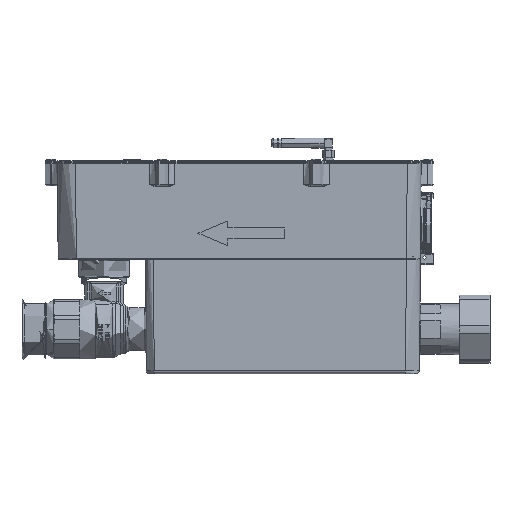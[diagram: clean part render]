
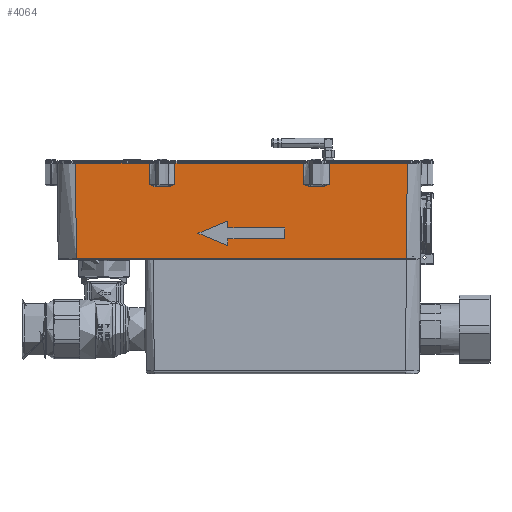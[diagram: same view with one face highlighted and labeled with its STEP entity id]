
A CAD part, front view. The second image highlights one B-rep face of the part: STEP entity #4064.
In plain terms, the highlighted planar face has unit normal (0, -1, -0.009).
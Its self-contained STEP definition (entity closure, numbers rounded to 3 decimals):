
#1554=B_SPLINE_CURVE_WITH_KNOTS('',3,(#48569,#48570,#48571,#48572,#48573,
#48574),.UNSPECIFIED.,.F.,.F.,(4,2,4),(0.,0.5,1.),.UNSPECIFIED.);
#1557=B_SPLINE_CURVE_WITH_KNOTS('',3,(#48636,#48637,#48638,#48639,#48640,
#48641),.UNSPECIFIED.,.F.,.F.,(4,2,4),(0.,0.5,1.),.UNSPECIFIED.);
#1558=B_SPLINE_CURVE_WITH_KNOTS('',3,(#48660,#48661,#48662,#48663,#48664,
#48665),.UNSPECIFIED.,.F.,.F.,(4,2,4),(0.,0.5,1.),.UNSPECIFIED.);
#1561=B_SPLINE_CURVE_WITH_KNOTS('',3,(#48727,#48728,#48729,#48730,#48731,
#48732),.UNSPECIFIED.,.F.,.F.,(4,2,4),(0.,0.5,1.),.UNSPECIFIED.);
#3047=FACE_BOUND('',#8186,.T.);
#3048=FACE_BOUND('',#8187,.T.);
#4064=ADVANCED_FACE('',(#3047,#3048),#5316,.T.);
#5316=PLANE('',#32825);
#8186=EDGE_LOOP('',(#12847,#12848,#12849,#12850,#12851,#12852,#12853));
#8187=EDGE_LOOP('',(#12854,#12855,#12856,#12857,#12858,#12859,#12860,#12861,
#12862,#12863,#12864,#12865,#12866,#12867,#12868,#12869));
#12847=ORIENTED_EDGE('',*,*,#22070,.F.);
#12848=ORIENTED_EDGE('',*,*,#22058,.F.);
#12849=ORIENTED_EDGE('',*,*,#22061,.F.);
#12850=ORIENTED_EDGE('',*,*,#22063,.F.);
#12851=ORIENTED_EDGE('',*,*,#22065,.F.);
#12852=ORIENTED_EDGE('',*,*,#22067,.F.);
#12853=ORIENTED_EDGE('',*,*,#22069,.F.);
#12854=ORIENTED_EDGE('',*,*,#22744,.T.);
#12855=ORIENTED_EDGE('',*,*,#22635,.T.);
#12856=ORIENTED_EDGE('',*,*,#22639,.T.);
#12857=ORIENTED_EDGE('',*,*,#22642,.T.);
#12858=ORIENTED_EDGE('',*,*,#22747,.T.);
#12859=ORIENTED_EDGE('',*,*,#23405,.T.);
#12860=ORIENTED_EDGE('',*,*,#22740,.T.);
#12861=ORIENTED_EDGE('',*,*,#22627,.T.);
#12862=ORIENTED_EDGE('',*,*,#22631,.T.);
#12863=ORIENTED_EDGE('',*,*,#22634,.T.);
#12864=ORIENTED_EDGE('',*,*,#22735,.T.);
#12865=ORIENTED_EDGE('',*,*,#23406,.T.);
#12866=ORIENTED_EDGE('',*,*,#23207,.T.);
#12867=ORIENTED_EDGE('',*,*,#22939,.T.);
#12868=ORIENTED_EDGE('',*,*,#23203,.T.);
#12869=ORIENTED_EDGE('',*,*,#23407,.T.);
#18722=VERTEX_POINT('',#45426);
#18723=VERTEX_POINT('',#45428);
#18724=VERTEX_POINT('',#45432);
#18725=VERTEX_POINT('',#45436);
#18726=VERTEX_POINT('',#45440);
#18727=VERTEX_POINT('',#45444);
#18728=VERTEX_POINT('',#45448);
#19110=VERTEX_POINT('',#48575);
#19111=VERTEX_POINT('',#48576);
#19114=VERTEX_POINT('',#48613);
#19115=VERTEX_POINT('',#48635);
#19116=VERTEX_POINT('',#48666);
#19117=VERTEX_POINT('',#48667);
#19120=VERTEX_POINT('',#48704);
#19121=VERTEX_POINT('',#48726);
#19178=VERTEX_POINT('',#49151);
#19182=VERTEX_POINT('',#49161);
#19185=VERTEX_POINT('',#49169);
#19187=VERTEX_POINT('',#49175);
#19306=VERTEX_POINT('',#50320);
#19308=VERTEX_POINT('',#50353);
#19496=VERTEX_POINT('',#51745);
#19499=VERTEX_POINT('',#51755);
#22058=EDGE_CURVE('',#18722,#18723,#26383,.T.);
#22061=EDGE_CURVE('',#18724,#18722,#26386,.T.);
#22063=EDGE_CURVE('',#18725,#18724,#26388,.T.);
#22065=EDGE_CURVE('',#18726,#18725,#26390,.T.);
#22067=EDGE_CURVE('',#18727,#18726,#26392,.T.);
#22069=EDGE_CURVE('',#18728,#18727,#26394,.T.);
#22070=EDGE_CURVE('',#18723,#18728,#26395,.T.);
#22627=EDGE_CURVE('',#19110,#19111,#1554,.T.);
#22631=EDGE_CURVE('',#19111,#19114,#26604,.T.);
#22634=EDGE_CURVE('',#19114,#19115,#1557,.T.);
#22635=EDGE_CURVE('',#19116,#19117,#1558,.T.);
#22639=EDGE_CURVE('',#19117,#19120,#26606,.T.);
#22642=EDGE_CURVE('',#19120,#19121,#1561,.T.);
#22735=EDGE_CURVE('',#19115,#19178,#26644,.T.);
#22740=EDGE_CURVE('',#19182,#19110,#26648,.T.);
#22744=EDGE_CURVE('',#19185,#19116,#26651,.T.);
#22747=EDGE_CURVE('',#19121,#19187,#26653,.T.);
#22939=EDGE_CURVE('',#19308,#19306,#26697,.T.);
#23203=EDGE_CURVE('',#19306,#19496,#26781,.T.);
#23207=EDGE_CURVE('',#19499,#19308,#26784,.T.);
#23405=EDGE_CURVE('',#19187,#19182,#26938,.T.);
#23406=EDGE_CURVE('',#19178,#19499,#26939,.T.);
#23407=EDGE_CURVE('',#19496,#19185,#26940,.T.);
#26383=LINE('',#45427,#28421);
#26386=LINE('',#45433,#28424);
#26388=LINE('',#45437,#28426);
#26390=LINE('',#45441,#28428);
#26392=LINE('',#45445,#28430);
#26394=LINE('',#45449,#28432);
#26395=LINE('',#45451,#28433);
#26604=LINE('',#48614,#28642);
#26606=LINE('',#48705,#28644);
#26644=LINE('',#49150,#28682);
#26648=LINE('',#49160,#28686);
#26651=LINE('',#49168,#28689);
#26653=LINE('',#49174,#28691);
#26697=LINE('',#50356,#28735);
#26781=LINE('',#51746,#28819);
#26784=LINE('',#51754,#28822);
#26938=LINE('',#52293,#28976);
#26939=LINE('',#52294,#28977);
#26940=LINE('',#52295,#28978);
#28421=VECTOR('',#35482,1.);
#28424=VECTOR('',#35487,1.);
#28426=VECTOR('',#35491,1.);
#28428=VECTOR('',#35495,1.);
#28430=VECTOR('',#35499,1.);
#28432=VECTOR('',#35503,1.);
#28433=VECTOR('',#35506,1.);
#28642=VECTOR('',#36387,1.);
#28644=VECTOR('',#36395,1.);
#28682=VECTOR('',#36569,1.);
#28686=VECTOR('',#36577,1.);
#28689=VECTOR('',#36584,1.);
#28691=VECTOR('',#36590,1.);
#28735=VECTOR('',#36890,1.);
#28819=VECTOR('',#37284,1.);
#28822=VECTOR('',#37293,1.);
#28976=VECTOR('',#37669,1.);
#28977=VECTOR('',#37670,1.);
#28978=VECTOR('',#37671,1.);
#32825=AXIS2_PLACEMENT_3D('',#52296,#37672,#37673);
#35482=DIRECTION('',(0.,-0.009,1.));
#35487=DIRECTION('',(0.925,0.003,-0.379));
#35491=DIRECTION('',(-0.925,0.003,-0.379));
#35495=DIRECTION('',(0.,-0.009,1.));
#35499=DIRECTION('',(-1.,0.,0.));
#35503=DIRECTION('',(0.,-0.009,1.));
#35506=DIRECTION('',(1.,0.,0.));
#36387=DIRECTION('',(-1.,0.,0.));
#36395=DIRECTION('',(-1.,0.,0.));
#36569=DIRECTION('',(0.,-0.009,1.));
#36577=DIRECTION('',(0.,0.009,-1.));
#36584=DIRECTION('',(0.,0.009,-1.));
#36590=DIRECTION('',(0.,-0.009,1.));
#36890=DIRECTION('',(1.,0.,0.));
#37284=DIRECTION('',(0.009,-0.009,1.));
#37293=DIRECTION('',(0.009,0.009,-1.));
#37669=DIRECTION('',(-1.,0.,0.));
#37670=DIRECTION('',(-1.,0.,0.));
#37671=DIRECTION('',(-1.,0.,0.));
#37672=DIRECTION('',(0.,-1.,-0.009));
#37673=DIRECTION('',(0.,0.009,-1.));
#45426=CARTESIAN_POINT('',(-25.984,486.906,44.839));
#45427=CARTESIAN_POINT('',(-25.984,487.,34.1));
#45428=CARTESIAN_POINT('',(-25.984,486.859,50.239));
#45432=CARTESIAN_POINT('',(-49.316,486.823,54.397));
#45433=CARTESIAN_POINT('',(-15.615,486.943,40.591));
#45436=CARTESIAN_POINT('',(-25.984,486.739,63.955));
#45437=CARTESIAN_POINT('',(-29.856,486.753,62.369));
#45440=CARTESIAN_POINT('',(-25.984,486.787,58.555));
#45441=CARTESIAN_POINT('',(-25.984,487.,34.1));
#45444=CARTESIAN_POINT('',(18.336,486.787,58.555));
#45445=CARTESIAN_POINT('',(-18.274,486.787,58.555));
#45448=CARTESIAN_POINT('',(18.336,486.859,50.239));
#45449=CARTESIAN_POINT('',(18.336,487.,34.1));
#45451=CARTESIAN_POINT('',(-18.274,486.859,50.239));
#48569=CARTESIAN_POINT('',(-67.155,486.491,92.441));
#48570=CARTESIAN_POINT('',(-67.83,486.495,91.964));
#48571=CARTESIAN_POINT('',(-68.506,486.499,91.488));
#48572=CARTESIAN_POINT('',(-69.969,486.506,90.74));
#48573=CARTESIAN_POINT('',(-70.773,486.508,90.459));
#48574=CARTESIAN_POINT('',(-71.612,486.508,90.459));
#48575=CARTESIAN_POINT('',(-67.155,486.491,92.441));
#48576=CARTESIAN_POINT('',(-71.612,486.508,90.459));
#48613=CARTESIAN_POINT('',(-82.699,486.508,90.459));
#48614=CARTESIAN_POINT('',(-17.276,486.508,90.459));
#48635=CARTESIAN_POINT('',(-87.155,486.491,92.441));
#48636=CARTESIAN_POINT('',(-82.699,486.508,90.459));
#48637=CARTESIAN_POINT('',(-83.538,486.508,90.459));
#48638=CARTESIAN_POINT('',(-84.342,486.506,90.74));
#48639=CARTESIAN_POINT('',(-85.805,486.499,91.488));
#48640=CARTESIAN_POINT('',(-86.48,486.495,91.964));
#48641=CARTESIAN_POINT('',(-87.155,486.491,92.441));
#48660=CARTESIAN_POINT('',(52.845,486.491,92.441));
#48661=CARTESIAN_POINT('',(52.17,486.495,91.964));
#48662=CARTESIAN_POINT('',(51.494,486.499,91.488));
#48663=CARTESIAN_POINT('',(50.031,486.506,90.74));
#48664=CARTESIAN_POINT('',(49.227,486.508,90.459));
#48665=CARTESIAN_POINT('',(48.388,486.508,90.459));
#48666=CARTESIAN_POINT('',(52.845,486.491,92.441));
#48667=CARTESIAN_POINT('',(48.388,486.508,90.459));
#48704=CARTESIAN_POINT('',(37.301,486.508,90.459));
#48705=CARTESIAN_POINT('',(-17.276,486.508,90.459));
#48726=CARTESIAN_POINT('',(32.845,486.491,92.441));
#48727=CARTESIAN_POINT('',(37.301,486.508,90.459));
#48728=CARTESIAN_POINT('',(36.462,486.508,90.459));
#48729=CARTESIAN_POINT('',(35.658,486.506,90.74));
#48730=CARTESIAN_POINT('',(34.195,486.499,91.488));
#48731=CARTESIAN_POINT('',(33.52,486.495,91.964));
#48732=CARTESIAN_POINT('',(32.845,486.491,92.441));
#49150=CARTESIAN_POINT('',(-87.155,487.,34.1));
#49151=CARTESIAN_POINT('',(-87.155,486.347,108.95));
#49160=CARTESIAN_POINT('',(-67.155,487.,34.1));
#49161=CARTESIAN_POINT('',(-67.155,486.347,108.95));
#49168=CARTESIAN_POINT('',(52.845,487.,34.1));
#49169=CARTESIAN_POINT('',(52.845,486.347,108.95));
#49174=CARTESIAN_POINT('',(32.845,487.,34.1));
#49175=CARTESIAN_POINT('',(32.845,486.347,108.95));
#50320=CARTESIAN_POINT('',(112.929,486.997,34.397));
#50353=CARTESIAN_POINT('',(-143.909,486.997,34.397));
#50356=CARTESIAN_POINT('',(-145.957,486.997,34.397));
#51745=CARTESIAN_POINT('',(113.574,486.347,108.95));
#51746=CARTESIAN_POINT('',(112.916,487.01,32.976));
#51754=CARTESIAN_POINT('',(-144.555,486.346,109.07));
#51755=CARTESIAN_POINT('',(-144.554,486.347,108.95));
#52293=CARTESIAN_POINT('',(-18.284,486.347,108.95));
#52294=CARTESIAN_POINT('',(-18.284,486.347,108.95));
#52295=CARTESIAN_POINT('',(-18.284,486.347,108.95));
#52296=CARTESIAN_POINT('',(-18.274,487.,34.1));
